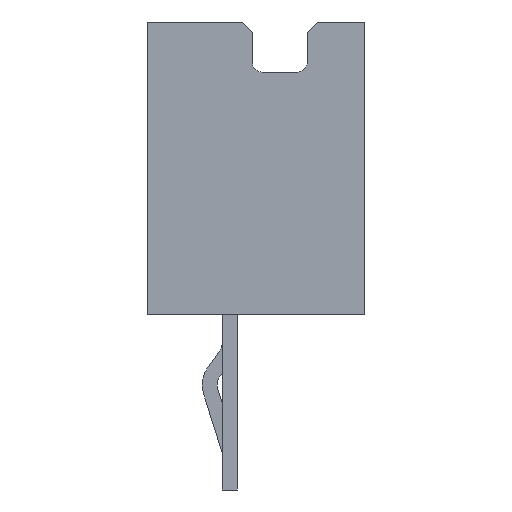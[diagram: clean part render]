
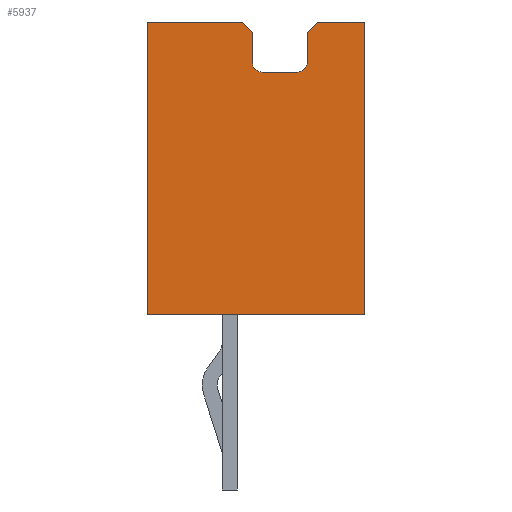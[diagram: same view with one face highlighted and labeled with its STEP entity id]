
A CAD part, left-side view. The second image highlights one B-rep face of the part: STEP entity #5937.
In plain terms, the highlighted planar face has unit normal (-1, 0, 0).
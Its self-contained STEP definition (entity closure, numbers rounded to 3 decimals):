
#105=DIRECTION('',(0.,-1.,0.));
#106=VECTOR('',#105,4.35);
#107=CARTESIAN_POINT('',(-8.,2.175,-2.925));
#108=LINE('',#107,#106);
#389=DIRECTION('',(0.,0.,1.));
#390=VECTOR('',#389,5.85);
#391=CARTESIAN_POINT('',(-8.,-2.175,-2.925));
#392=LINE('',#391,#390);
#485=DIRECTION('',(0.,-1.,0.));
#486=VECTOR('',#485,1.9);
#487=CARTESIAN_POINT('',(-8.,2.175,2.925));
#488=LINE('',#487,#486);
#541=DIRECTION('',(0.,-1.,0.));
#542=VECTOR('',#541,0.95);
#543=CARTESIAN_POINT('',(-8.,-1.225,2.925));
#544=LINE('',#543,#542);
#575=DIRECTION('',(0.,0.707,0.707));
#576=VECTOR('',#575,0.283);
#577=CARTESIAN_POINT('',(-8.,0.075,2.725));
#578=LINE('',#577,#576);
#579=DIRECTION('',(0.,0.,-1.));
#580=VECTOR('',#579,0.6);
#581=CARTESIAN_POINT('',(-8.,0.075,2.725));
#582=LINE('',#581,#580);
#583=CARTESIAN_POINT('',(-8.,-0.125,2.125));
#584=DIRECTION('',(1.,0.,0.));
#585=DIRECTION('',(0.,0.,-1.));
#586=AXIS2_PLACEMENT_3D('',#583,#584,#585);
#588=DIRECTION('',(0.,1.,0.));
#589=VECTOR('',#588,0.7);
#590=CARTESIAN_POINT('',(-8.,-0.825,1.925));
#591=LINE('',#590,#589);
#592=CARTESIAN_POINT('',(-8.,-0.825,2.125));
#593=DIRECTION('',(1.,0.,0.));
#594=DIRECTION('',(0.,-1.,0.));
#595=AXIS2_PLACEMENT_3D('',#592,#593,#594);
#597=DIRECTION('',(0.,0.,-1.));
#598=VECTOR('',#597,0.6);
#599=CARTESIAN_POINT('',(-8.,-1.025,2.725));
#600=LINE('',#599,#598);
#601=DIRECTION('',(0.,0.707,-0.707));
#602=VECTOR('',#601,0.283);
#603=CARTESIAN_POINT('',(-8.,-1.225,2.925));
#604=LINE('',#603,#602);
#605=DIRECTION('',(0.,0.,1.));
#606=VECTOR('',#605,5.85);
#607=CARTESIAN_POINT('',(-8.,2.175,-2.925));
#608=LINE('',#607,#606);
#4115=CARTESIAN_POINT('',(-8.,2.175,-2.925));
#4116=CARTESIAN_POINT('',(-8.,-2.175,-2.925));
#4117=VERTEX_POINT('',#4115);
#4118=VERTEX_POINT('',#4116);
#4119=CARTESIAN_POINT('',(-8.,-2.175,2.925));
#4121=VERTEX_POINT('',#4119);
#4124=CARTESIAN_POINT('',(-8.,2.175,2.925));
#4126=VERTEX_POINT('',#4124);
#4139=CARTESIAN_POINT('',(-8.,-1.025,2.125));
#4140=CARTESIAN_POINT('',(-8.,-0.825,1.925));
#4141=VERTEX_POINT('',#4139);
#4142=VERTEX_POINT('',#4140);
#4143=CARTESIAN_POINT('',(-8.,-0.125,1.925));
#4144=VERTEX_POINT('',#4143);
#4145=CARTESIAN_POINT('',(-8.,0.075,2.125));
#4146=VERTEX_POINT('',#4145);
#4377=CARTESIAN_POINT('',(-8.,0.075,2.725));
#4378=CARTESIAN_POINT('',(-8.,0.275,2.925));
#4379=VERTEX_POINT('',#4377);
#4380=VERTEX_POINT('',#4378);
#4445=CARTESIAN_POINT('',(-8.,-1.225,2.925));
#4446=CARTESIAN_POINT('',(-8.,-1.025,2.725));
#4447=VERTEX_POINT('',#4445);
#4448=VERTEX_POINT('',#4446);
#5912=CARTESIAN_POINT('',(-8.,2.175,-2.925));
#5913=DIRECTION('',(-1.,0.,0.));
#5914=DIRECTION('',(0.,-1.,0.));
#5915=AXIS2_PLACEMENT_3D('',#5912,#5913,#5914);
#5916=PLANE('',#5915);
#5917=ORIENTED_EDGE('',*,*,#5902,.F.);
#5919=ORIENTED_EDGE('',*,*,#5918,.T.);
#5921=ORIENTED_EDGE('',*,*,#5920,.F.);
#5923=ORIENTED_EDGE('',*,*,#5922,.F.);
#5925=ORIENTED_EDGE('',*,*,#5924,.F.);
#5927=ORIENTED_EDGE('',*,*,#5926,.F.);
#5929=ORIENTED_EDGE('',*,*,#5928,.F.);
#5930=ORIENTED_EDGE('',*,*,#5881,.T.);
#5931=ORIENTED_EDGE('',*,*,#5692,.F.);
#5932=ORIENTED_EDGE('',*,*,#5500,.F.);
#5933=ORIENTED_EDGE('',*,*,#5557,.T.);
#5934=ORIENTED_EDGE('',*,*,#5847,.T.);
#5935=EDGE_LOOP('',(#5917,#5919,#5921,#5923,#5925,#5927,#5929,#5930,#5931,#5932,
#5933,#5934));
#5936=FACE_OUTER_BOUND('',#5935,.F.);
#5937=ADVANCED_FACE('',(#5936),#5916,.T.);
#587=CIRCLE('',#586,0.2);
#596=CIRCLE('',#595,0.2);
#5500=EDGE_CURVE('',#4117,#4118,#108,.T.);
#5557=EDGE_CURVE('',#4117,#4126,#608,.T.);
#5692=EDGE_CURVE('',#4118,#4121,#392,.T.);
#5847=EDGE_CURVE('',#4126,#4380,#488,.T.);
#5881=EDGE_CURVE('',#4447,#4121,#544,.T.);
#5902=EDGE_CURVE('',#4379,#4380,#578,.T.);
#5918=EDGE_CURVE('',#4379,#4146,#582,.T.);
#5920=EDGE_CURVE('',#4144,#4146,#587,.T.);
#5922=EDGE_CURVE('',#4142,#4144,#591,.T.);
#5924=EDGE_CURVE('',#4141,#4142,#596,.T.);
#5926=EDGE_CURVE('',#4448,#4141,#600,.T.);
#5928=EDGE_CURVE('',#4447,#4448,#604,.T.);
